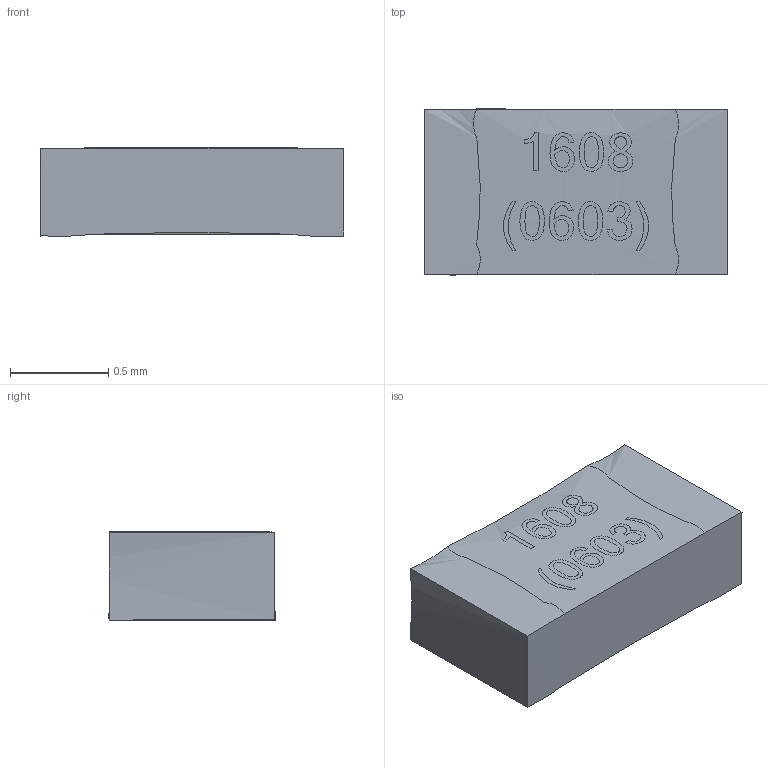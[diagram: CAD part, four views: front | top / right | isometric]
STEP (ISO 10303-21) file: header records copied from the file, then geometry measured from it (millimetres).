
FILE_DESCRIPTION (( 'STEP AP214' ), '1' );
FILE_NAME ('R_0603.STEP', '2016-02-15T16:20:28', ( '' ), ( '' ), 'SwSTEP 2.0', 'SolidWorks 2012', '' );
FILE_SCHEMA (( 'AUTOMOTIVE_DESIGN' ));
Length unit declared in the file: millimetre
Products named in the file (1): R_0603
Bounding box: 1.54 x 0.84 x 0.45 mm (x, y, z)
Volume: 0.6 mm3; surface area: 4.7 mm2
Topology: 1 solids, 1 shells, 32 faces, 184 edges, 171 vertices
Faces by surface type: plane 27, bspline 5
Entity records: 2153 total; most frequent: CARTESIAN_POINT 960, ORIENTED_EDGE 368, EDGE_CURVE 184, B_SPLINE_CURVE_WITH_KNOTS 183, VERTEX_POINT 171, DIRECTION 57, EDGE_LOOP 49, ADVANCED_FACE 32
